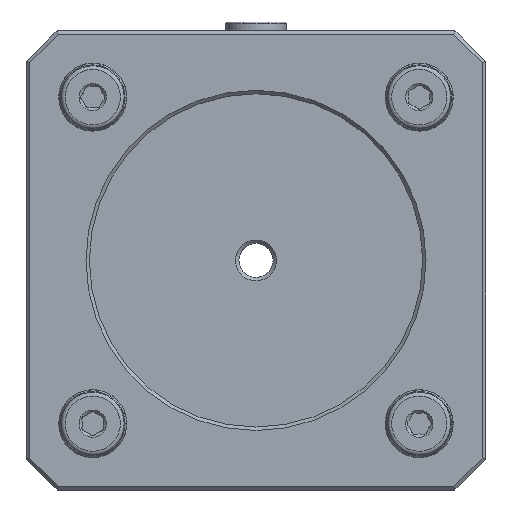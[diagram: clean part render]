
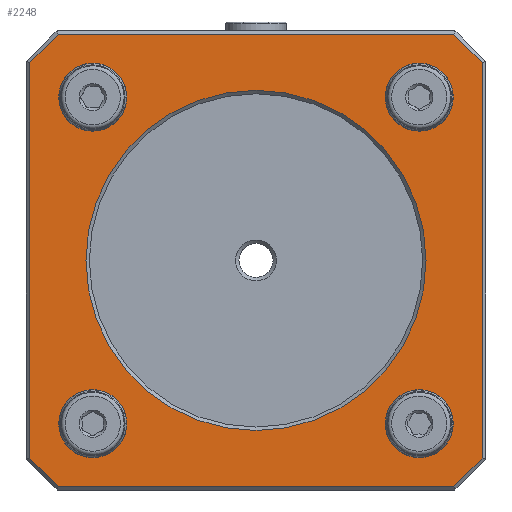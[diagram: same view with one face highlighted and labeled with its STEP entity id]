
A CAD part, front view. The second image highlights one B-rep face of the part: STEP entity #2248.
In plain terms, the highlighted planar face has unit normal (0, -1, 0).
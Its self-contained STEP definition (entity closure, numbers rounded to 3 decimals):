
#820=LINE('',#12640,#1394);
#821=LINE('',#12643,#1395);
#822=LINE('',#12645,#1396);
#823=LINE('',#12647,#1397);
#824=LINE('',#12649,#1398);
#825=LINE('',#12651,#1399);
#826=LINE('',#12653,#1400);
#827=LINE('',#12655,#1401);
#1394=VECTOR('',#10070,1.);
#1395=VECTOR('',#10071,1.);
#1396=VECTOR('',#10072,1.);
#1397=VECTOR('',#10073,1.);
#1398=VECTOR('',#10074,1.);
#1399=VECTOR('',#10075,1.);
#1400=VECTOR('',#10076,1.);
#1401=VECTOR('',#10077,1.);
#2248=ADVANCED_FACE('',(#3100,#3101,#3102,#3103,#3104,#3105),#2741,.F.);
#2741=PLANE('',#8940);
#3100=FACE_BOUND('',#3654,.T.);
#3101=FACE_BOUND('',#3655,.T.);
#3102=FACE_BOUND('',#3656,.T.);
#3103=FACE_BOUND('',#3657,.T.);
#3104=FACE_BOUND('',#3658,.T.);
#3105=FACE_BOUND('',#3659,.T.);
#3654=EDGE_LOOP('',(#4711,#4712,#4713,#4714,#4715,#4716,#4717,#4718));
#3655=EDGE_LOOP('',(#4719));
#3656=EDGE_LOOP('',(#4720));
#3657=EDGE_LOOP('',(#4721));
#3658=EDGE_LOOP('',(#4722));
#3659=EDGE_LOOP('',(#4723));
#4711=ORIENTED_EDGE('',*,*,#7555,.T.);
#4712=ORIENTED_EDGE('',*,*,#7556,.T.);
#4713=ORIENTED_EDGE('',*,*,#7557,.T.);
#4714=ORIENTED_EDGE('',*,*,#7558,.T.);
#4715=ORIENTED_EDGE('',*,*,#7559,.T.);
#4716=ORIENTED_EDGE('',*,*,#7560,.T.);
#4717=ORIENTED_EDGE('',*,*,#7561,.T.);
#4718=ORIENTED_EDGE('',*,*,#7562,.T.);
#4719=ORIENTED_EDGE('',*,*,#7563,.T.);
#4720=ORIENTED_EDGE('',*,*,#7564,.T.);
#4721=ORIENTED_EDGE('',*,*,#7565,.T.);
#4722=ORIENTED_EDGE('',*,*,#7566,.T.);
#4723=ORIENTED_EDGE('',*,*,#7567,.T.);
#6706=VERTEX_POINT('',#12641);
#6707=VERTEX_POINT('',#12642);
#6708=VERTEX_POINT('',#12644);
#6709=VERTEX_POINT('',#12646);
#6710=VERTEX_POINT('',#12648);
#6711=VERTEX_POINT('',#12650);
#6712=VERTEX_POINT('',#12652);
#6713=VERTEX_POINT('',#12654);
#6714=VERTEX_POINT('',#12657);
#6715=VERTEX_POINT('',#12659);
#6716=VERTEX_POINT('',#12661);
#6717=VERTEX_POINT('',#12663);
#6718=VERTEX_POINT('',#12665);
#7555=EDGE_CURVE('',#6706,#6707,#820,.T.);
#7556=EDGE_CURVE('',#6707,#6708,#821,.T.);
#7557=EDGE_CURVE('',#6708,#6709,#822,.T.);
#7558=EDGE_CURVE('',#6709,#6710,#823,.T.);
#7559=EDGE_CURVE('',#6710,#6711,#824,.T.);
#7560=EDGE_CURVE('',#6711,#6712,#825,.T.);
#7561=EDGE_CURVE('',#6712,#6713,#826,.T.);
#7562=EDGE_CURVE('',#6713,#6706,#827,.T.);
#7563=EDGE_CURVE('',#6714,#6714,#8523,.T.);
#7564=EDGE_CURVE('',#6715,#6715,#8524,.T.);
#7565=EDGE_CURVE('',#6716,#6716,#8525,.T.);
#7566=EDGE_CURVE('',#6717,#6717,#8526,.T.);
#7567=EDGE_CURVE('',#6718,#6718,#8527,.T.);
#8523=CIRCLE('',#8935,8.7);
#8524=CIRCLE('',#8936,8.7);
#8525=CIRCLE('',#8937,6.7);
#8526=CIRCLE('',#8938,8.7);
#8527=CIRCLE('',#8939,50.);
#8935=AXIS2_PLACEMENT_3D('',#12656,#10078,#10079);
#8936=AXIS2_PLACEMENT_3D('',#12658,#10080,#10081);
#8937=AXIS2_PLACEMENT_3D('',#12660,#10082,#10083);
#8938=AXIS2_PLACEMENT_3D('',#12662,#10084,#10085);
#8939=AXIS2_PLACEMENT_3D('',#12664,#10086,#10087);
#8940=AXIS2_PLACEMENT_3D('',#12666,#10088,#10089);
#10070=DIRECTION('',(-1.,0.,0.));
#10071=DIRECTION('',(-0.707,0.,-0.707));
#10072=DIRECTION('',(0.,0.,-1.));
#10073=DIRECTION('',(0.707,0.,-0.707));
#10074=DIRECTION('',(1.,0.,0.));
#10075=DIRECTION('',(0.707,0.,0.707));
#10076=DIRECTION('',(0.,0.,1.));
#10077=DIRECTION('',(-0.707,0.,0.707));
#10078=DIRECTION('',(0.,1.,0.));
#10079=DIRECTION('',(0.,0.,1.));
#10080=DIRECTION('',(0.,1.,0.));
#10081=DIRECTION('',(0.,0.,1.));
#10082=DIRECTION('',(0.,1.,0.));
#10083=DIRECTION('',(0.,0.,1.));
#10084=DIRECTION('',(0.,1.,0.));
#10085=DIRECTION('',(0.,0.,1.));
#10086=DIRECTION('',(0.,1.,0.));
#10087=DIRECTION('',(0.,0.,-1.));
#10088=DIRECTION('',(0.,1.,0.));
#10089=DIRECTION('',(0.,0.,1.));
#12640=CARTESIAN_POINT('',(653.,-33.,244.5));
#12641=CARTESIAN_POINT('',(658.086,-33.,244.5));
#12642=CARTESIAN_POINT('',(541.914,-33.,244.5));
#12643=CARTESIAN_POINT('',(533.207,-33.,235.793));
#12644=CARTESIAN_POINT('',(533.5,-33.,236.086));
#12645=CARTESIAN_POINT('',(533.5,-33.,258.));
#12646=CARTESIAN_POINT('',(533.5,-33.,119.914));
#12647=CARTESIAN_POINT('',(542.207,-33.,111.207));
#12648=CARTESIAN_POINT('',(541.914,-33.,111.5));
#12649=CARTESIAN_POINT('',(653.,-33.,111.5));
#12650=CARTESIAN_POINT('',(658.086,-33.,111.5));
#12651=CARTESIAN_POINT('',(666.793,-33.,120.207));
#12652=CARTESIAN_POINT('',(666.5,-33.,119.914));
#12653=CARTESIAN_POINT('',(666.5,-33.,258.));
#12654=CARTESIAN_POINT('',(666.5,-33.,236.086));
#12655=CARTESIAN_POINT('',(657.793,-33.,244.793));
#12656=CARTESIAN_POINT('',(552.,-33.,130.));
#12657=CARTESIAN_POINT('',(552.,-33.,138.7));
#12658=CARTESIAN_POINT('',(552.,-33.,226.));
#12659=CARTESIAN_POINT('',(552.,-33.,234.7));
#12660=CARTESIAN_POINT('',(648.,-33.,226.));
#12661=CARTESIAN_POINT('',(648.,-33.,232.7));
#12662=CARTESIAN_POINT('',(648.,-33.,130.));
#12663=CARTESIAN_POINT('',(648.,-33.,138.7));
#12664=CARTESIAN_POINT('',(600.,-33.,178.));
#12665=CARTESIAN_POINT('',(600.,-33.,128.));
#12666=CARTESIAN_POINT('',(653.,-33.,258.));
